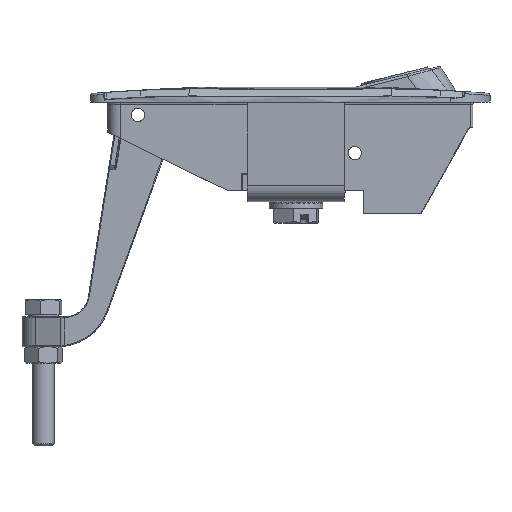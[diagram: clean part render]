
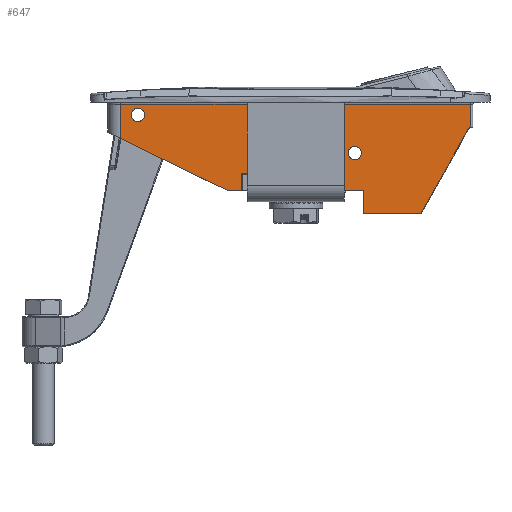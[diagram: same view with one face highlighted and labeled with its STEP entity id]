
A CAD part, front view. The second image highlights one B-rep face of the part: STEP entity #647.
In plain terms, the highlighted planar face has unit normal (0, -1, -0.006).
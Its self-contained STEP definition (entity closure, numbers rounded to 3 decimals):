
#647=ADVANCED_FACE('',(#2087,#2088,#2089),#2090,.T.);
#2087=FACE_OUTER_BOUND('',#9702,.T.);
#2088=FACE_BOUND('',#9703,.T.);
#2089=FACE_BOUND('',#9704,.T.);
#2090=PLANE('',#9705);
#9702=EDGE_LOOP('',(#18972,#18973,#18974,#18975,#18976,#18977,#18978,#18979,#18980,#18981,#18982,#18983,#18984,#18985,#18986,#18987,#18988));
#9703=EDGE_LOOP('',(#18989));
#9704=EDGE_LOOP('',(#18990));
#9705=AXIS2_PLACEMENT_3D('',#18991,#18992,#18993);
#18972=ORIENTED_EDGE('',*,*,#26932,.T.);
#18973=ORIENTED_EDGE('',*,*,#26743,.T.);
#18974=ORIENTED_EDGE('',*,*,#26588,.F.);
#18975=ORIENTED_EDGE('',*,*,#26739,.T.);
#18976=ORIENTED_EDGE('',*,*,#26933,.T.);
#18977=ORIENTED_EDGE('',*,*,#26934,.T.);
#18978=ORIENTED_EDGE('',*,*,#26706,.T.);
#18979=ORIENTED_EDGE('',*,*,#26935,.T.);
#18980=ORIENTED_EDGE('',*,*,#26936,.T.);
#18981=ORIENTED_EDGE('',*,*,#26937,.T.);
#18982=ORIENTED_EDGE('',*,*,#26790,.T.);
#18983=ORIENTED_EDGE('',*,*,#26938,.T.);
#18984=ORIENTED_EDGE('',*,*,#26939,.T.);
#18985=ORIENTED_EDGE('',*,*,#26729,.T.);
#18986=ORIENTED_EDGE('',*,*,#26725,.F.);
#18987=ORIENTED_EDGE('',*,*,#26940,.T.);
#18988=ORIENTED_EDGE('',*,*,#26732,.F.);
#18989=ORIENTED_EDGE('',*,*,#26931,.F.);
#18990=ORIENTED_EDGE('',*,*,#26941,.F.);
#18991=CARTESIAN_POINT('',(-64.982,-12.969,142.037));
#18992=DIRECTION('',(0.0,-1.,-0.006));
#18993=DIRECTION('',(0.0,0.006,-1.));
#26588=EDGE_CURVE('',#29685,#29686,#29687,.T.);
#26706=EDGE_CURVE('',#29888,#29886,#29889,.F.);
#26725=EDGE_CURVE('',#29918,#29914,#29920,.T.);
#26729=EDGE_CURVE('',#29924,#29914,#29926,.F.);
#26732=EDGE_CURVE('',#29930,#29931,#29932,.T.);
#26739=EDGE_CURVE('',#29685,#29940,#29943,.T.);
#26743=EDGE_CURVE('',#29945,#29686,#29949,.T.);
#26790=EDGE_CURVE('',#30009,#30010,#30011,.T.);
#26931=EDGE_CURVE('',#30222,#30222,#30223,.T.);
#26932=EDGE_CURVE('',#29930,#29945,#30224,.F.);
#26933=EDGE_CURVE('',#29940,#30225,#30226,.T.);
#26934=EDGE_CURVE('',#30225,#29888,#30227,.T.);
#26935=EDGE_CURVE('',#29886,#29488,#30228,.T.);
#26936=EDGE_CURVE('',#29488,#30027,#30229,.T.);
#26937=EDGE_CURVE('',#30027,#30009,#30230,.T.);
#26938=EDGE_CURVE('',#30010,#30231,#30232,.T.);
#26939=EDGE_CURVE('',#30231,#29924,#30233,.T.);
#26940=EDGE_CURVE('',#29918,#29931,#30234,.F.);
#26941=EDGE_CURVE('',#30235,#30235,#30236,.T.);
#29488=VERTEX_POINT('',#34638);
#29685=VERTEX_POINT('',#34968);
#29686=VERTEX_POINT('',#34969);
#29687=ELLIPSE('',#34970,0.2,0.2);
#29886=VERTEX_POINT('',#35947);
#29888=VERTEX_POINT('',#35949);
#29889=ELLIPSE('',#35950,0.6,0.6);
#29914=VERTEX_POINT('',#35983);
#29918=VERTEX_POINT('',#35987);
#29920=ELLIPSE('',#35989,0.2,0.2);
#29924=VERTEX_POINT('',#35994);
#29926=LINE('',#35996,#35997);
#29930=VERTEX_POINT('',#36002);
#29931=VERTEX_POINT('',#36003);
#29932=ELLIPSE('',#36004,0.2,0.2);
#29940=VERTEX_POINT('',#36034);
#29943=LINE('',#36037,#36038);
#29945=VERTEX_POINT('',#36041);
#29949=LINE('',#36046,#36047);
#30009=VERTEX_POINT('',#36151);
#30010=VERTEX_POINT('',#36152);
#30011=LINE('',#36153,#36154);
#30027=VERTEX_POINT('',#36171);
#30222=VERTEX_POINT('',#37343);
#30223=ELLIPSE('',#37344,1.55,1.55);
#30224=LINE('',#37345,#37346);
#30225=VERTEX_POINT('',#37347);
#30226=LINE('',#37348,#37349);
#30227=LINE('',#37350,#37351);
#30228=LINE('',#37352,#37353);
#30229=LINE('',#37354,#37355);
#30230=LINE('',#37356,#37357);
#30231=VERTEX_POINT('',#37358);
#30232=LINE('',#37359,#37360);
#30233=LINE('',#37361,#37362);
#30234=LINE('',#37363,#37364);
#30235=VERTEX_POINT('',#37365);
#30236=ELLIPSE('',#37366,1.55,1.55);
#34638=CARTESIAN_POINT('',(42.0,-12.116,-5.901));
#34968=CARTESIAN_POINT('',(17.1,-12.03,-20.801));
#34969=CARTESIAN_POINT('',(16.9,-12.031,-20.601));
#34970=AXIS2_PLACEMENT_3D('',#44903,#44904,#44905);
#35947=CARTESIAN_POINT('',(41.993,-12.116,-5.901));
#35949=CARTESIAN_POINT('',(41.47,-12.114,-6.207));
#35950=AXIS2_PLACEMENT_3D('',#45071,#45072,#45073);
#35983=CARTESIAN_POINT('',(-11.45,-12.053,-16.801));
#35987=CARTESIAN_POINT('',(-11.25,-12.054,-16.601));
#35989=AXIS2_PLACEMENT_3D('',#45112,#45113,#45114);
#35994=CARTESIAN_POINT('',(-11.45,-12.031,-20.7));
#35996=CARTESIAN_POINT('',(-11.45,-12.054,-16.7));
#35997=VECTOR('',#45122,1.0);
#36002=CARTESIAN_POINT('',(-6.188,-12.053,-16.732));
#36003=CARTESIAN_POINT('',(-6.376,-12.054,-16.601));
#36004=AXIS2_PLACEMENT_3D('',#45127,#45128,#45129);
#36034=CARTESIAN_POINT('',(17.1,-12.0,-26.0));
#36037=CARTESIAN_POINT('',(17.1,-12.0,-26.0));
#36038=VECTOR('',#45143,1.0);
#36041=CARTESIAN_POINT('',(-4.78,-12.031,-20.601));
#36046=CARTESIAN_POINT('',(17.0,-12.031,-20.601));
#36047=VECTOR('',#45149,1.0);
#36151=CARTESIAN_POINT('',(-39.5,-12.147,-0.497));
#36152=CARTESIAN_POINT('',(-39.5,-12.101,-8.468));
#36153=CARTESIAN_POINT('',(-39.5,-12.11,-7.0));
#36154=VECTOR('',#45273,1.0);
#36171=CARTESIAN_POINT('',(42.0,-12.147,-0.497));
#37343=CARTESIAN_POINT('',(15.0,-12.09,-10.35));
#37344=AXIS2_PLACEMENT_3D('',#45420,#45421,#45422);
#37345=CARTESIAN_POINT('',(-4.756,-12.031,-20.666));
#37346=VECTOR('',#45423,1.0);
#37347=CARTESIAN_POINT('',(30.386,-12.0,-26.0));
#37348=CARTESIAN_POINT('',(17.0,-12.0,-26.0));
#37349=VECTOR('',#45424,1.0);
#37350=CARTESIAN_POINT('',(79.255,-12.503,61.267));
#37351=VECTOR('',#45425,1.0);
#37352=CARTESIAN_POINT('',(-64.982,-12.116,-5.901));
#37353=VECTOR('',#45426,1.0);
#37354=CARTESIAN_POINT('',(42.0,-12.15,0.));
#37355=VECTOR('',#45427,1.0);
#37356=CARTESIAN_POINT('',(-64.982,-12.147,-0.497));
#37357=VECTOR('',#45428,1.0);
#37358=CARTESIAN_POINT('',(-14.5,-12.031,-20.7));
#37359=CARTESIAN_POINT('',(-42.5,-12.11,-7.));
#37360=VECTOR('',#45429,1.0);
#37361=CARTESIAN_POINT('',(-14.5,-12.031,-20.7));
#37362=VECTOR('',#45430,1.0);
#37363=CARTESIAN_POINT('',(-6.306,-12.054,-16.601));
#37364=VECTOR('',#45431,1.0);
#37365=CARTESIAN_POINT('',(-35.5,-12.142,-1.45));
#37366=AXIS2_PLACEMENT_3D('',#45432,#45433,#45434);
#44903=CARTESIAN_POINT('',(16.9,-12.03,-20.801));
#44904=DIRECTION('',(0.0,-1.,-0.006));
#44905=DIRECTION('',(0.0,-0.006,1.));
#45071=CARTESIAN_POINT('',(41.993,-12.112,-6.501));
#45072=DIRECTION('',(0.0,-1.,-0.006));
#45073=DIRECTION('',(0.0,-0.006,1.));
#45112=CARTESIAN_POINT('',(-11.25,-12.053,-16.801));
#45113=DIRECTION('',(0.0,-1.,-0.006));
#45114=DIRECTION('',(0.,0.006,-1.));
#45122=DIRECTION('',(0.,0.006,-1.));
#45127=CARTESIAN_POINT('',(-6.376,-12.053,-16.801));
#45128=DIRECTION('',(0.0,-1.,-0.006));
#45129=DIRECTION('',(0.,-0.006,1.));
#45143=DIRECTION('',(0.,0.006,-1.));
#45149=DIRECTION('',(1.0,0.,0.));
#45273=DIRECTION('',(0.,0.006,-1.));
#45420=CARTESIAN_POINT('',(15.0,-12.081,-11.9));
#45421=DIRECTION('',(0.0,-1.,-0.006));
#45422=DIRECTION('',(0.0,-0.006,1.));
#45423=DIRECTION('',(-0.342,-0.005,0.94));
#45424=DIRECTION('',(1.0,0.,0.));
#45425=DIRECTION('',(0.489,-0.005,0.872));
#45426=DIRECTION('',(1.0,0.0,0.0));
#45427=DIRECTION('',(0.,-0.006,1.));
#45428=DIRECTION('',(-1.0,0.0,0.0));
#45429=DIRECTION('',(0.898,0.003,-0.439));
#45430=DIRECTION('',(1.0,0.,0.));
#45431=DIRECTION('',(-1.0,0.0,0.0));
#45432=CARTESIAN_POINT('',(-35.5,-12.133,-3.0));
#45433=DIRECTION('',(0.0,-1.,-0.006));
#45434=DIRECTION('',(0.0,-0.006,1.));
